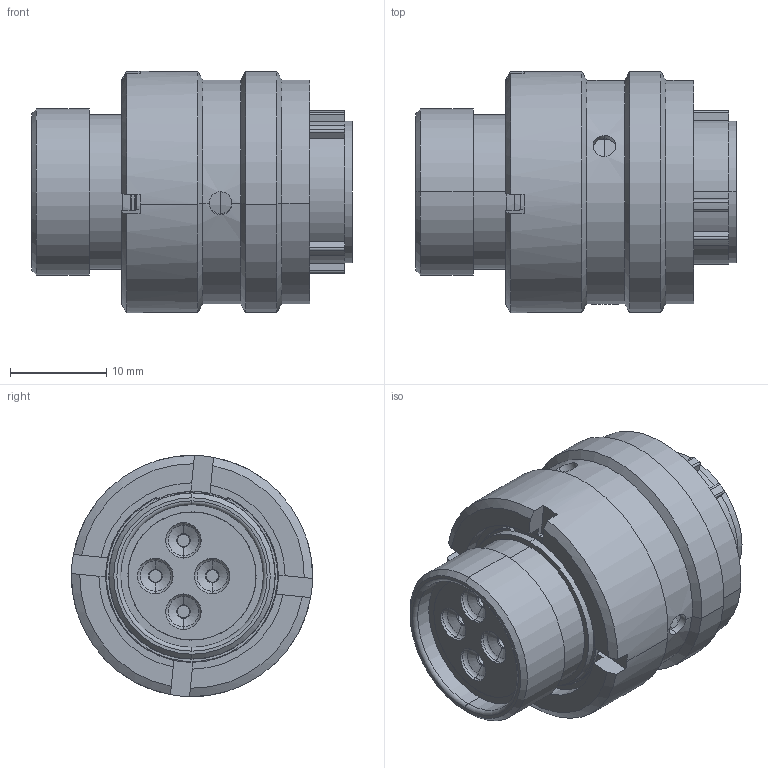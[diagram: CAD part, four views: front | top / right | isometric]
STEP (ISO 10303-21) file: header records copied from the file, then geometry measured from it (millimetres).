
FILE_DESCRIPTION (( 'STEP AP214' ), '1' );
FILE_NAME ('AS612-04PN.STEP', '2017-02-08T09:35:57', ( '' ), ( '' ), 'SwSTEP 2.0', 'SolidWorks 2014', '' );
FILE_SCHEMA (( 'AUTOMOTIVE_DESIGN' ));
Length unit declared in the file: millimetre
Products named in the file (1): AS612-04PN
Bounding box: 33.37 x 25.09 x 25.09 mm (x, y, z)
Volume: 7358.5 mm3; surface area: 8572.1 mm2
Topology: 1 solids, 19 shells, 685 faces, 1516 edges, 916 vertices
Faces by surface type: cylinder 257, torus 164, plane 140, cone 106, sphere 9, bspline 9
Entity records: 28921 total; most frequent: CARTESIAN_POINT 6252, DIRECTION 3623, ORIENTED_EDGE 2962, AXIS2_PLACEMENT_3D 1586, EDGE_CURVE 1481, CIRCLE 916, VERTEX_POINT 900, EDGE_LOOP 775
